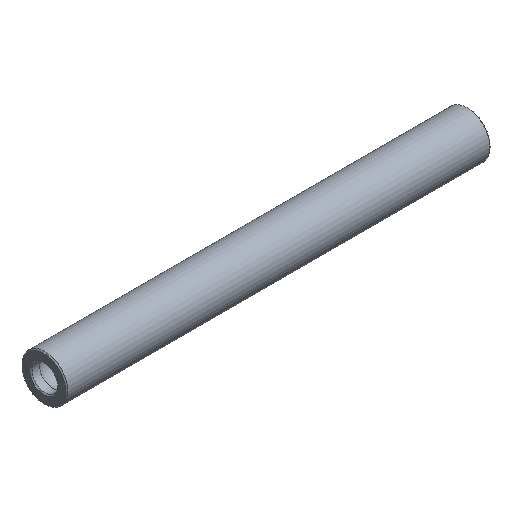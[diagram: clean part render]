
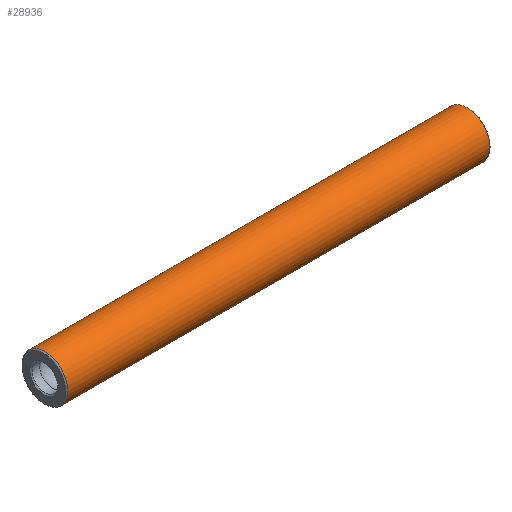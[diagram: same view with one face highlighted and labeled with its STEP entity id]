
A CAD part, isometric view. The second image highlights one B-rep face of the part: STEP entity #28936.
In plain terms, the highlighted cylindrical face has radius 6.25 mm (diameter 12.5 mm), a full revolution.
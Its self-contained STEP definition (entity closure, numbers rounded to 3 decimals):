
#134 = CONICAL_SURFACE('',#135,5.95,0.785);
#135 = AXIS2_PLACEMENT_3D('',#136,#137,#138);
#136 = CARTESIAN_POINT('',(-115.625,0.,0.));
#137 = DIRECTION('',(1.,0.,0.));
#138 = DIRECTION('',(0.,0.,1.));
#10777 = VERTEX_POINT('',#10778);
#10778 = CARTESIAN_POINT('',(-115.325,0.,6.25));
#10799 = EDGE_CURVE('',#10777,#10777,#10800,.T.);
#10800 = SURFACE_CURVE('',#10801,(#10806,#10813),.PCURVE_S1.);
#10801 = CIRCLE('',#10802,6.25);
#10802 = AXIS2_PLACEMENT_3D('',#10803,#10804,#10805);
#10803 = CARTESIAN_POINT('',(-115.325,0.,0.));
#10804 = DIRECTION('',(1.,0.,0.));
#10805 = DIRECTION('',(0.,0.,1.));
#10806 = PCURVE('',#134,#10807);
#10807 = DEFINITIONAL_REPRESENTATION('',(#10808),#10812);
#10808 = LINE('',#10809,#10810);
#10809 = CARTESIAN_POINT('',(0.,0.3));
#10810 = VECTOR('',#10811,1.);
#10811 = DIRECTION('',(1.,0.));
#10812 = ( GEOMETRIC_REPRESENTATION_CONTEXT(2) 
PARAMETRIC_REPRESENTATION_CONTEXT() REPRESENTATION_CONTEXT('2D SPACE',''
  ) );
#10813 = PCURVE('',#10814,#10819);
#10814 = CYLINDRICAL_SURFACE('',#10815,6.25);
#10815 = AXIS2_PLACEMENT_3D('',#10816,#10817,#10818);
#10816 = CARTESIAN_POINT('',(-115.325,0.,0.));
#10817 = DIRECTION('',(1.,0.,0.));
#10818 = DIRECTION('',(0.,0.,1.));
#10819 = DEFINITIONAL_REPRESENTATION('',(#10820),#10824);
#10820 = LINE('',#10821,#10822);
#10821 = CARTESIAN_POINT('',(0.,0.));
#10822 = VECTOR('',#10823,1.);
#10823 = DIRECTION('',(1.,0.));
#10824 = ( GEOMETRIC_REPRESENTATION_CONTEXT(2) 
PARAMETRIC_REPRESENTATION_CONTEXT() REPRESENTATION_CONTEXT('2D SPACE',''
  ) );
#28936 = ADVANCED_FACE('',(#28937),#10814,.T.);
#28937 = FACE_BOUND('',#28938,.T.);
#28938 = EDGE_LOOP('',(#28939,#28940,#28963,#28990));
#28939 = ORIENTED_EDGE('',*,*,#10799,.T.);
#28940 = ORIENTED_EDGE('',*,*,#28941,.T.);
#28941 = EDGE_CURVE('',#10777,#28942,#28944,.T.);
#28942 = VERTEX_POINT('',#28943);
#28943 = CARTESIAN_POINT('',(-0.3,0.,6.25));
#28944 = SEAM_CURVE('',#28945,(#28949,#28956),.PCURVE_S1.);
#28945 = LINE('',#28946,#28947);
#28946 = CARTESIAN_POINT('',(-115.325,0.,6.25));
#28947 = VECTOR('',#28948,1.);
#28948 = DIRECTION('',(1.,0.,0.));
#28949 = PCURVE('',#10814,#28950);
#28950 = DEFINITIONAL_REPRESENTATION('',(#28951),#28955);
#28951 = LINE('',#28952,#28953);
#28952 = CARTESIAN_POINT('',(0.,0.));
#28953 = VECTOR('',#28954,1.);
#28954 = DIRECTION('',(0.,1.));
#28955 = ( GEOMETRIC_REPRESENTATION_CONTEXT(2) 
PARAMETRIC_REPRESENTATION_CONTEXT() REPRESENTATION_CONTEXT('2D SPACE',''
  ) );
#28956 = PCURVE('',#10814,#28957);
#28957 = DEFINITIONAL_REPRESENTATION('',(#28958),#28962);
#28958 = LINE('',#28959,#28960);
#28959 = CARTESIAN_POINT('',(6.283,0.));
#28960 = VECTOR('',#28961,1.);
#28961 = DIRECTION('',(0.,1.));
#28962 = ( GEOMETRIC_REPRESENTATION_CONTEXT(2) 
PARAMETRIC_REPRESENTATION_CONTEXT() REPRESENTATION_CONTEXT('2D SPACE',''
  ) );
#28963 = ORIENTED_EDGE('',*,*,#28964,.F.);
#28964 = EDGE_CURVE('',#28942,#28942,#28965,.T.);
#28965 = SURFACE_CURVE('',#28966,(#28971,#28978),.PCURVE_S1.);
#28966 = CIRCLE('',#28967,6.25);
#28967 = AXIS2_PLACEMENT_3D('',#28968,#28969,#28970);
#28968 = CARTESIAN_POINT('',(-0.3,0.,0.));
#28969 = DIRECTION('',(1.,0.,0.));
#28970 = DIRECTION('',(0.,0.,1.));
#28971 = PCURVE('',#10814,#28972);
#28972 = DEFINITIONAL_REPRESENTATION('',(#28973),#28977);
#28973 = LINE('',#28974,#28975);
#28974 = CARTESIAN_POINT('',(0.,115.025));
#28975 = VECTOR('',#28976,1.);
#28976 = DIRECTION('',(1.,0.));
#28977 = ( GEOMETRIC_REPRESENTATION_CONTEXT(2) 
PARAMETRIC_REPRESENTATION_CONTEXT() REPRESENTATION_CONTEXT('2D SPACE',''
  ) );
#28978 = PCURVE('',#28979,#28984);
#28979 = CONICAL_SURFACE('',#28980,6.25,0.785);
#28980 = AXIS2_PLACEMENT_3D('',#28981,#28982,#28983);
#28981 = CARTESIAN_POINT('',(-0.3,0.,0.));
#28982 = DIRECTION('',(-1.,-0.,-0.));
#28983 = DIRECTION('',(0.,0.,1.));
#28984 = DEFINITIONAL_REPRESENTATION('',(#28985),#28989);
#28985 = LINE('',#28986,#28987);
#28986 = CARTESIAN_POINT('',(-0.,-0.));
#28987 = VECTOR('',#28988,1.);
#28988 = DIRECTION('',(-1.,-0.));
#28989 = ( GEOMETRIC_REPRESENTATION_CONTEXT(2) 
PARAMETRIC_REPRESENTATION_CONTEXT() REPRESENTATION_CONTEXT('2D SPACE',''
  ) );
#28990 = ORIENTED_EDGE('',*,*,#28941,.F.);
